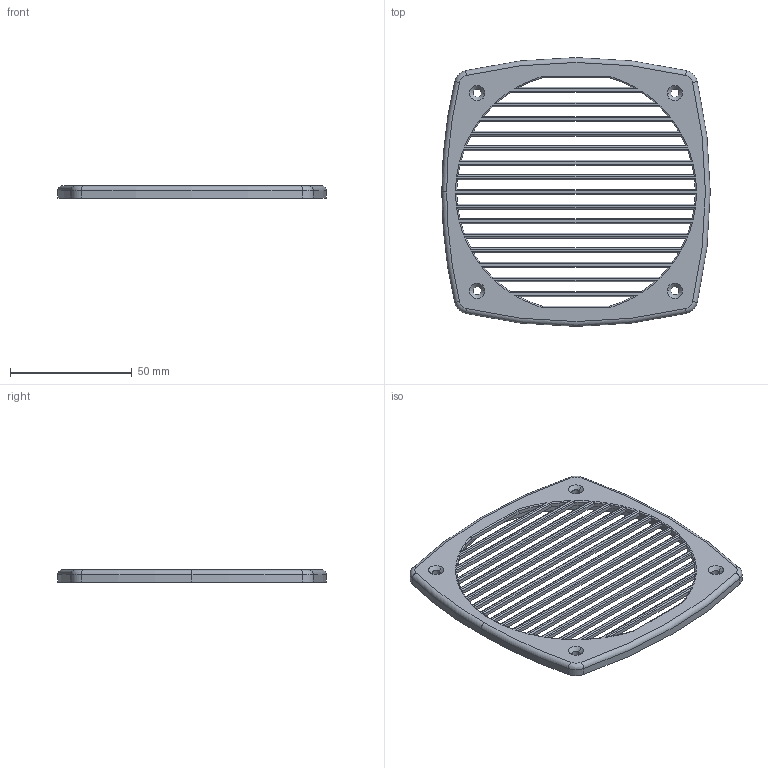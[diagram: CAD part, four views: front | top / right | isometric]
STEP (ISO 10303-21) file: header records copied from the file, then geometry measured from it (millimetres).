
FILE_DESCRIPTION (( 'STEP AP214' ), '1' );
FILE_NAME ('4in horz speaker grill.STEP', '2024-02-21T18:50:12', ( '' ), ( '' ), 'SwSTEP 2.0', 'SolidWorks 2017', '' );
FILE_SCHEMA (( 'AUTOMOTIVE_DESIGN' ));
Length unit declared in the file: millimetre
Products named in the file (1): 4in horz speaker grill
Bounding box: 110.41 x 110.54 x 5 mm (x, y, z)
Volume: 21356.8 mm3; surface area: 19902 mm2
Topology: 1 solids, 1 shells, 167 faces, 411 edges, 247 vertices
Faces by surface type: cylinder 83, torus 41, plane 35, cone 8
Entity records: 5339 total; most frequent: CARTESIAN_POINT 1302, DIRECTION 843, ORIENTED_EDGE 822, EDGE_CURVE 411, AXIS2_PLACEMENT_3D 328, VERTEX_POINT 247, EDGE_LOOP 208, VECTOR 187
